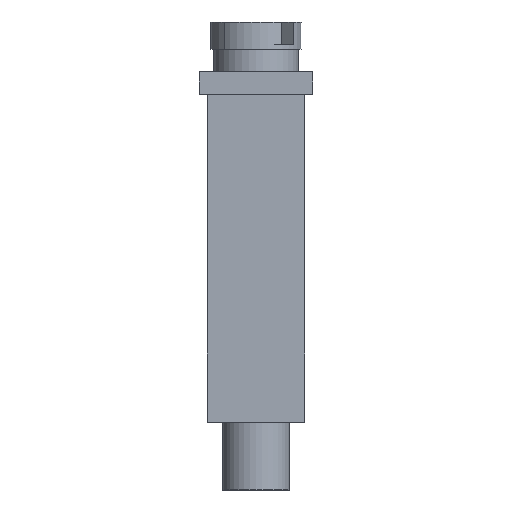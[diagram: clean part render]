
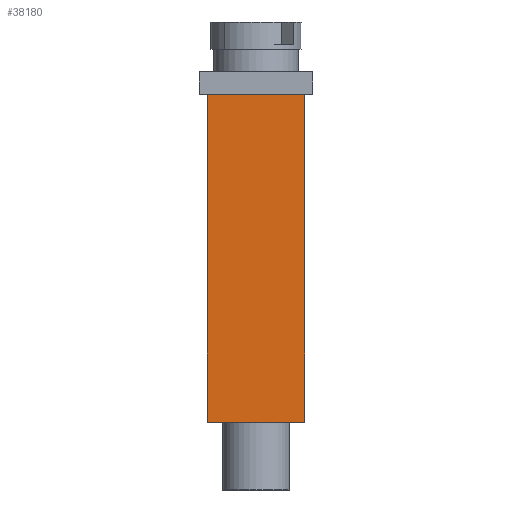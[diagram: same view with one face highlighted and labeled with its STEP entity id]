
A CAD part, left-side view. The second image highlights one B-rep face of the part: STEP entity #38180.
In plain terms, the highlighted face is planar.
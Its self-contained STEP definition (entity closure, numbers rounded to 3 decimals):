
#400=CARTESIAN_POINT('',(-84.61,3.6,
-7.429));
#410=DIRECTION('',(0.,0.,-1.));
#420=VECTOR('',#410,1.);
#430=LINE('',#400,#420);
#440=CARTESIAN_POINT('',(-84.61,3.6,
-7.859));
#450=VERTEX_POINT('',#440);
#460=CARTESIAN_POINT('',(-84.61,3.6,
-12.159));
#470=VERTEX_POINT('',#460);
#480=EDGE_CURVE('',#450,#470,#430,.T.);
#37880=CARTESIAN_POINT('',(-84.61,3.6,
-7.859));
#37890=DIRECTION('',(1.,0.,0.));
#37900=DIRECTION('',(0.,0.,1.));
#37910=AXIS2_PLACEMENT_3D('',#37880,#37890,#37900);
#37920=PLANE('',#37910);
#37930=ORIENTED_EDGE('',*,*,#480,.F.);
#37940=CARTESIAN_POINT('',(-84.61,4.6,-12.159));
#37950=DIRECTION('',(0.,1.,0.));
#37960=VECTOR('',#37950,1.);
#37970=LINE('',#37940,#37960);
#37980=CARTESIAN_POINT('',(-84.61,-10.9,-12.159));
#37990=VERTEX_POINT('',#37980);
#38000=EDGE_CURVE('',#37990,#470,#37970,.T.);
#38010=ORIENTED_EDGE('',*,*,#38000,.T.);
#38020=CARTESIAN_POINT('',(-84.61,-10.9,-10.01));
#38030=DIRECTION('',(0.,0.,-1.));
#38040=VECTOR('',#38030,1.);
#38050=LINE('',#38020,#38040);
#38060=CARTESIAN_POINT('',(-84.61,-10.9,-7.859));
#38070=VERTEX_POINT('',#38060);
#38080=EDGE_CURVE('',#38070,#37990,#38050,.T.);
#38090=ORIENTED_EDGE('',*,*,#38080,.T.);
#38100=CARTESIAN_POINT('',(-84.61,4.6,-7.859));
#38110=DIRECTION('',(0.,-1.,0.));
#38120=VECTOR('',#38110,1.);
#38130=LINE('',#38100,#38120);
#38140=EDGE_CURVE('',#450,#38070,#38130,.T.);
#38150=ORIENTED_EDGE('',*,*,#38140,.T.);
#38160=EDGE_LOOP('',(#38150,#38090,#38010,#37930));
#38170=FACE_OUTER_BOUND('',#38160,.T.);
#38180=ADVANCED_FACE('',(#38170),#37920,.T.);
